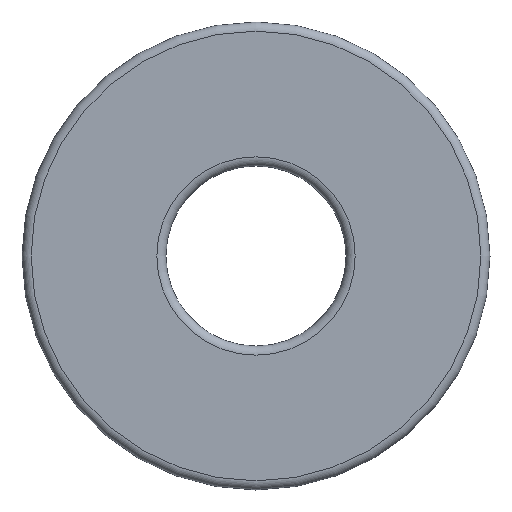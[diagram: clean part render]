
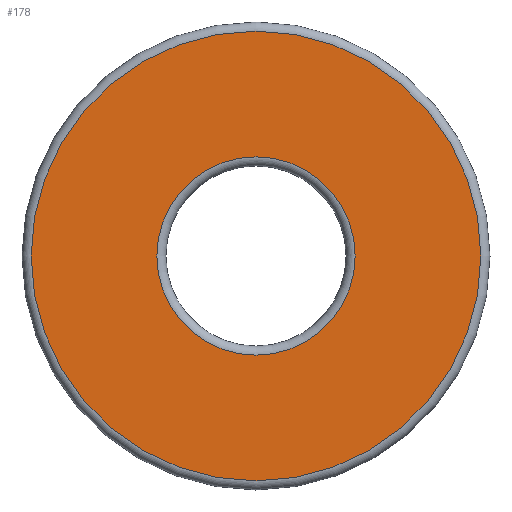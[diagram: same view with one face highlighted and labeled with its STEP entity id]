
A CAD part, left-side view. The second image highlights one B-rep face of the part: STEP entity #178.
In plain terms, the highlighted planar face has unit normal (-1, 0, 0).
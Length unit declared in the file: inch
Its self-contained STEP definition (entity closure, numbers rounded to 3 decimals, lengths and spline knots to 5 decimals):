
#29 = AXIS2_PLACEMENT_3D ( 'NONE', #429, #491, #304 ) ;
#34 = EDGE_LOOP ( 'NONE', ( #519 ) ) ;
#37 = CARTESIAN_POINT ( 'NONE',  ( -0.236, 0., 0.217 ) ) ;
#40 = DIRECTION ( 'NONE',  ( 0., 0., 1. ) ) ;
#47 = VERTEX_POINT ( 'NONE', #737 ) ;
#49 = PLANE ( 'NONE',  #29 ) ;
#60 = FACE_OUTER_BOUND ( 'NONE', #34, .T. ) ;
#83 = EDGE_CURVE ( 'NONE', #47, #47, #681, .T. ) ;
#138 = AXIS2_PLACEMENT_3D ( 'NONE', #552, #159, #40 ) ;
#146 = EDGE_LOOP ( 'NONE', ( #188 ) ) ;
#159 = DIRECTION ( 'NONE',  ( -1., 0., 0. ) ) ;
#178 = ADVANCED_FACE ( 'NONE', ( #669, #60 ), #49, .F. ) ;
#188 = ORIENTED_EDGE ( 'NONE', *, *, #404, .F. ) ;
#243 = DIRECTION ( 'NONE',  ( 0., 0., 1. ) ) ;
#247 = CARTESIAN_POINT ( 'NONE',  ( -0.236, 0., 0. ) ) ;
#291 = VERTEX_POINT ( 'NONE', #37 ) ;
#304 = DIRECTION ( 'NONE',  ( 0., 0., -1. ) ) ;
#354 = CIRCLE ( 'NONE', #667, 0.217 ) ;
#404 = EDGE_CURVE ( 'NONE', #291, #291, #354, .T. ) ;
#429 = CARTESIAN_POINT ( 'NONE',  ( -0.236, 0., 0. ) ) ;
#491 = DIRECTION ( 'NONE',  ( 1., 0., 0. ) ) ;
#519 = ORIENTED_EDGE ( 'NONE', *, *, #83, .T. ) ;
#552 = CARTESIAN_POINT ( 'NONE',  ( -0.236, 0., 0. ) ) ;
#667 = AXIS2_PLACEMENT_3D ( 'NONE', #247, #823, #243 ) ;
#669 = FACE_BOUND ( 'NONE', #146, .T. ) ;
#681 = CIRCLE ( 'NONE', #138, 0.492 ) ;
#737 = CARTESIAN_POINT ( 'NONE',  ( -0.236, 0., 0.492 ) ) ;
#823 = DIRECTION ( 'NONE',  ( -1., 0., 0. ) ) ;
